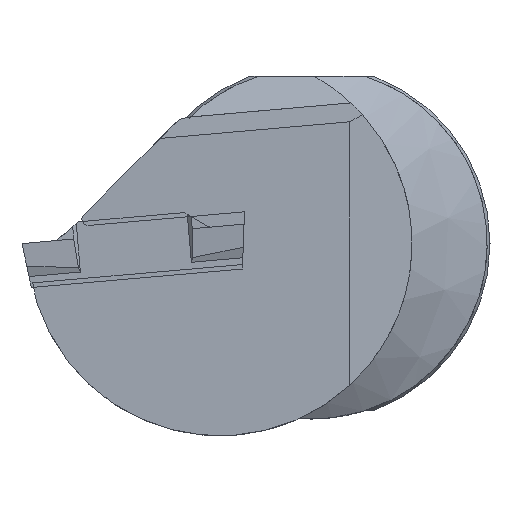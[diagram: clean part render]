
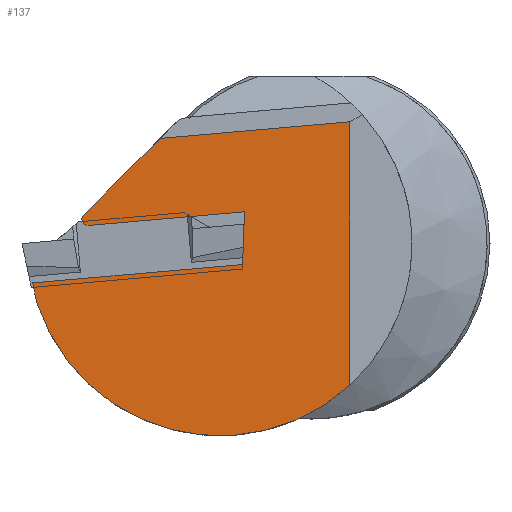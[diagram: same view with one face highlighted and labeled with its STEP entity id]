
A CAD part, left-side view. The second image highlights one B-rep face of the part: STEP entity #137.
In plain terms, the highlighted planar face has unit normal (-1, 0, 0).
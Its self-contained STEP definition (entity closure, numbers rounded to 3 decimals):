
#61=CIRCLE('',#1102,17.25);
#62=CIRCLE('',#1103,0.6);
#137=ADVANCED_FACE('',(#235),#188,.T.);
#188=PLANE('',#1104);
#235=FACE_OUTER_BOUND('',#289,.T.);
#289=EDGE_LOOP('',(#489,#490,#491,#492,#493,#494,#495,#496,#497));
#489=ORIENTED_EDGE('',*,*,#797,.T.);
#490=ORIENTED_EDGE('',*,*,#798,.T.);
#491=ORIENTED_EDGE('',*,*,#799,.T.);
#492=ORIENTED_EDGE('',*,*,#800,.F.);
#493=ORIENTED_EDGE('',*,*,#801,.F.);
#494=ORIENTED_EDGE('',*,*,#802,.F.);
#495=ORIENTED_EDGE('',*,*,#803,.T.);
#496=ORIENTED_EDGE('',*,*,#804,.T.);
#497=ORIENTED_EDGE('',*,*,#805,.T.);
#673=VERTEX_POINT('',#1676);
#674=VERTEX_POINT('',#1677);
#675=VERTEX_POINT('',#1679);
#676=VERTEX_POINT('',#1681);
#677=VERTEX_POINT('',#1683);
#678=VERTEX_POINT('',#1685);
#679=VERTEX_POINT('',#1687);
#680=VERTEX_POINT('',#1689);
#681=VERTEX_POINT('',#1691);
#797=EDGE_CURVE('',#673,#674,#921,.T.);
#798=EDGE_CURVE('',#674,#675,#922,.T.);
#799=EDGE_CURVE('',#675,#676,#923,.T.);
#800=EDGE_CURVE('',#677,#676,#61,.T.);
#801=EDGE_CURVE('',#678,#677,#924,.T.);
#802=EDGE_CURVE('',#679,#678,#925,.T.);
#803=EDGE_CURVE('',#679,#680,#926,.T.);
#804=EDGE_CURVE('',#680,#681,#62,.T.);
#805=EDGE_CURVE('',#681,#673,#927,.T.);
#921=LINE('',#1675,#1027);
#922=LINE('',#1678,#1028);
#923=LINE('',#1680,#1029);
#924=LINE('',#1684,#1030);
#925=LINE('',#1686,#1031);
#926=LINE('',#1688,#1032);
#927=LINE('',#1692,#1033);
#1027=VECTOR('',#1308,1.);
#1028=VECTOR('',#1309,1.);
#1029=VECTOR('',#1310,1.);
#1030=VECTOR('',#1313,1.);
#1031=VECTOR('',#1314,1.);
#1032=VECTOR('',#1315,1.);
#1033=VECTOR('',#1318,1.);
#1102=AXIS2_PLACEMENT_3D('',#1682,#1311,#1312);
#1103=AXIS2_PLACEMENT_3D('',#1690,#1316,#1317);
#1104=AXIS2_PLACEMENT_3D('',#1693,#1319,#1320);
#1308=DIRECTION('',(0.,0.035,-0.999));
#1309=DIRECTION('',(0.,0.996,-0.087));
#1310=DIRECTION('',(0.,-0.208,-0.978));
#1311=DIRECTION('',(1.,0.,0.));
#1312=DIRECTION('',(0.,0.,1.));
#1313=DIRECTION('',(0.,0.,-1.));
#1314=DIRECTION('',(0.,-0.996,0.087));
#1315=DIRECTION('',(0.,0.707,-0.707));
#1316=DIRECTION('',(-1.,0.,0.));
#1317=DIRECTION('',(0.,0.,1.));
#1318=DIRECTION('',(0.,-0.996,0.087));
#1319=DIRECTION('',(-1.,0.,0.));
#1320=DIRECTION('',(0.,0.,1.));
#1675=CARTESIAN_POINT('',(0.4,6.13,0.214));
#1676=CARTESIAN_POINT('',(0.4,6.037,2.851));
#1677=CARTESIAN_POINT('',(0.4,6.203,-1.882));
#1678=CARTESIAN_POINT('',(0.4,-0.116,-1.329));
#1679=CARTESIAN_POINT('',(0.4,25.047,-3.53));
#1680=CARTESIAN_POINT('',(0.4,24.682,-5.246));
#1681=CARTESIAN_POINT('',(0.4,24.68,-5.255));
#1682=CARTESIAN_POINT('',(0.4,8.25,0.));
#1683=CARTESIAN_POINT('',(0.4,-3.4,-12.722));
#1684=CARTESIAN_POINT('',(0.4,-3.4,0.));
#1685=CARTESIAN_POINT('',(0.4,-3.4,10.925));
#1686=CARTESIAN_POINT('',(0.4,0.923,10.547));
#1687=CARTESIAN_POINT('',(0.4,13.596,9.438));
#1688=CARTESIAN_POINT('',(0.4,11.517,11.517));
#1689=CARTESIAN_POINT('',(0.4,20.586,2.448));
#1690=CARTESIAN_POINT('',(0.4,20.028,2.229));
#1691=CARTESIAN_POINT('',(0.4,19.975,1.631));
#1692=CARTESIAN_POINT('',(0.4,0.293,3.353));
#1693=CARTESIAN_POINT('',(0.4,0.,0.));
